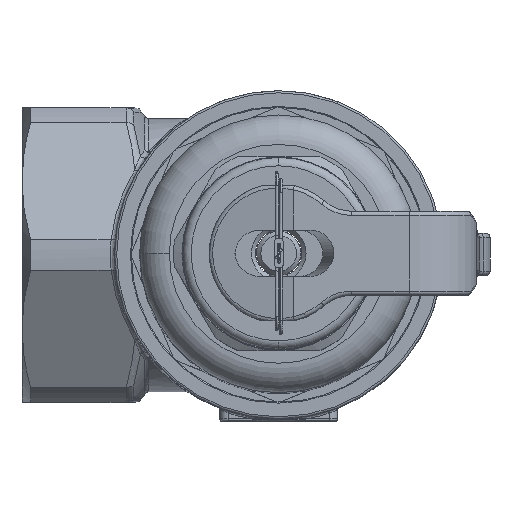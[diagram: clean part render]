
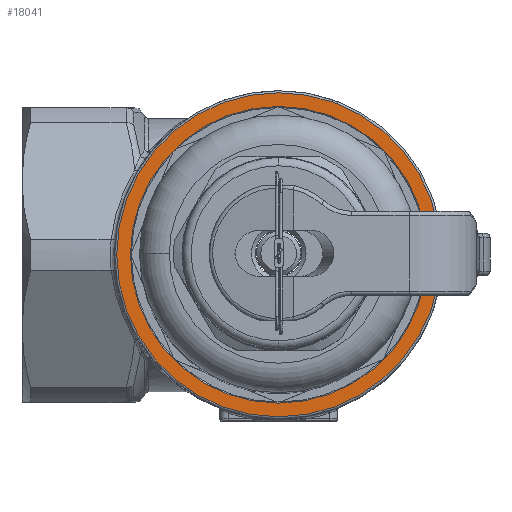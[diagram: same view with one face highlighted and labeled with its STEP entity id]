
A CAD part, top view. The second image highlights one B-rep face of the part: STEP entity #18041.
In plain terms, the highlighted planar face has unit normal (0, 0, 1).
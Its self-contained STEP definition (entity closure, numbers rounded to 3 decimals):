
#12579=CARTESIAN_POINT('',(0.,35.25,50.5));
#12580=VERTEX_POINT('',#12579);
#12587=CARTESIAN_POINT('',(-0.,-35.25,50.5));
#12588=VERTEX_POINT('',#12587);
#12589=CARTESIAN_POINT('',(-0.,0.,50.5));
#12590=DIRECTION('',(0.,-0.,-1.));
#12591=DIRECTION('',(-0.,-1.,0.));
#12592=AXIS2_PLACEMENT_3D('',#12589,#12590,#12591);
#12593=CIRCLE('',#12592,35.25);
#12594=EDGE_CURVE('NONE',#12588,#12580,#12593,.T.);
#18006=CARTESIAN_POINT('',(-0.,0.,50.5));
#18007=DIRECTION('',(0.,0.,1.));
#18008=DIRECTION('',(1.,-0.,-0.));
#18009=AXIS2_PLACEMENT_3D('',#18006,#18007,#18008);
#18010=PLANE('',#18009);
#18011=ORIENTED_EDGE('',*,*,#12594,.T.);
#18012=CARTESIAN_POINT('',(-0.,0.,50.5));
#18013=DIRECTION('',(0.,-0.,-1.));
#18014=DIRECTION('',(-0.,-1.,0.));
#18015=AXIS2_PLACEMENT_3D('',#18012,#18013,#18014);
#18016=CIRCLE('',#18015,35.25);
#18017=EDGE_CURVE('NONE',#12580,#12588,#18016,.T.);
#18018=ORIENTED_EDGE('',*,*,#18017,.T.);
#18019=EDGE_LOOP('',(#18011,#18018));
#18020=FACE_BOUND('',#18019,.T.);
#18021=CARTESIAN_POINT('',(-38.5,0.,50.5));
#18022=VERTEX_POINT('',#18021);
#18023=CARTESIAN_POINT('',(38.5,0.,50.5));
#18024=VERTEX_POINT('',#18023);
#18025=CARTESIAN_POINT('',(-0.,0.,50.5));
#18026=DIRECTION('',(-0.,0.,1.));
#18027=DIRECTION('',(1.,0.,0.));
#18028=AXIS2_PLACEMENT_3D('',#18025,#18026,#18027);
#18029=CIRCLE('',#18028,38.5);
#18030=EDGE_CURVE('NONE',#18022,#18024,#18029,.T.);
#18031=ORIENTED_EDGE('',*,*,#18030,.T.);
#18032=CARTESIAN_POINT('',(-0.,0.,50.5));
#18033=DIRECTION('',(-0.,0.,1.));
#18034=DIRECTION('',(1.,0.,0.));
#18035=AXIS2_PLACEMENT_3D('',#18032,#18033,#18034);
#18036=CIRCLE('',#18035,38.5);
#18037=EDGE_CURVE('NONE',#18024,#18022,#18036,.T.);
#18038=ORIENTED_EDGE('',*,*,#18037,.T.);
#18039=EDGE_LOOP('',(#18031,#18038));
#18040=FACE_BOUND('',#18039,.T.);
#18041=ADVANCED_FACE('NONE',(#18020,#18040),#18010,.T.);
